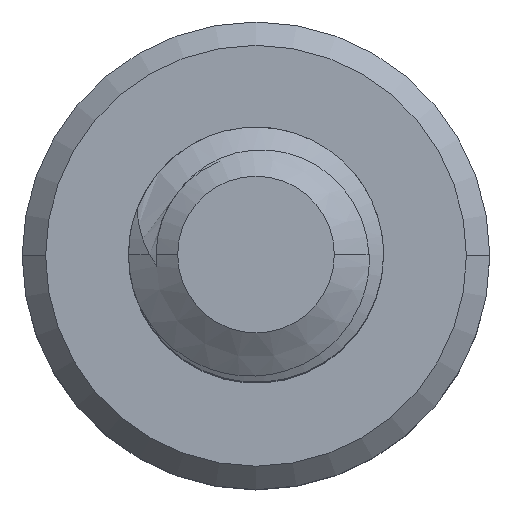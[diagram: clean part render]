
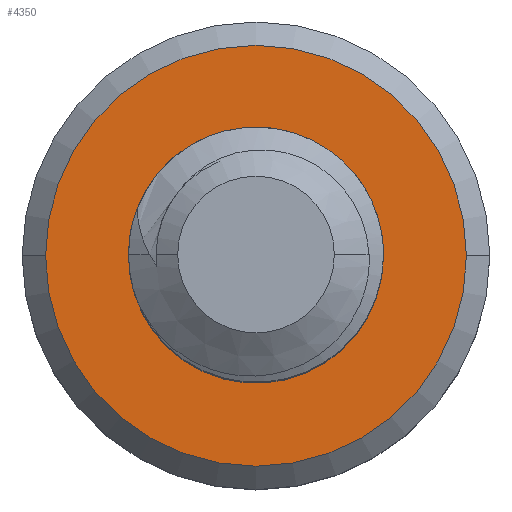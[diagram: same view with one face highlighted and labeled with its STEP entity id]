
A CAD part, top view. The second image highlights one B-rep face of the part: STEP entity #4350.
In plain terms, the highlighted planar face has unit normal (0, 0, 1).
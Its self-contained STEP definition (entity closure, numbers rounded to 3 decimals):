
#16 = CARTESIAN_POINT ( 'NONE',  ( 0., 0., -8. ) ) ;
#38 = CIRCLE ( 'NONE', #3988, 1.175 ) ;
#41 = B_SPLINE_CURVE_WITH_KNOTS ( 'NONE', 3,
 ( #828, #445, #4026, #2995, #3746, #1878, #3330, #4100, #81, #2185, #1183, #2588, #4459, #1898, #103, #1160, #1519, #2968 ),
 .UNSPECIFIED., .F., .F.,
 ( 4, 2, 2, 2, 2, 2, 2, 2, 4 ),
 ( 0., 0.125, 0.25, 0.375, 0.5, 0.625, 0.75, 0.875, 1. ),
 .UNSPECIFIED. ) ;
#81 = CARTESIAN_POINT ( 'NONE',  ( 1.161, 0.72, -8. ) ) ;
#103 = CARTESIAN_POINT ( 'NONE',  ( 1.163, -0.432, -8. ) ) ;
#112 = EDGE_CURVE ( 'NONE', #3943, #3749, #41, .T. ) ;
#142 = CARTESIAN_POINT ( 'NONE',  ( -0.821, -0.975, -8. ) ) ;
#246 = EDGE_LOOP ( 'NONE', ( #3459, #1025 ) ) ;
#269 = DIRECTION ( 'NONE',  ( 0., -1., 0. ) ) ;
#303 = EDGE_CURVE ( 'NONE', #3749, #4517, #38, .T. ) ;
#329 = B_SPLINE_CURVE_WITH_KNOTS ( 'NONE', 3,
 ( #1606, #3876, #3417, #142, #2338, #3150, #2746, #1676, #2313, #4184, #2722, #601, #4227, #959, #2410, #3057, #3807, #3104, #1245 ),
 .UNSPECIFIED., .F., .F.,
 ( 4, 2, 2, 2, 1, 2, 2, 2, 2, 4 ),
 ( 0., 0.25, 0.312, 0.375, 0.437, 0.469, 0.5, 0.625, 0.75, 1. ),
 .UNSPECIFIED. ) ;
#369 = FACE_OUTER_BOUND ( 'NONE', #246, .T. ) ;
#376 = DIRECTION ( 'NONE',  ( 0., 0., 1. ) ) ;
#445 = CARTESIAN_POINT ( 'NONE',  ( 0.133, 1.489, -8. ) ) ;
#570 = CIRCLE ( 'NONE', #1490, 2.475 ) ;
#583 = DIRECTION ( 'NONE',  ( 0., 0., -1. ) ) ;
#601 = CARTESIAN_POINT ( 'NONE',  ( -1.266, -0.45, -8. ) ) ;
#701 = EDGE_CURVE ( 'NONE', #3943, #4393, #952, .T. ) ;
#737 = DIRECTION ( 'NONE',  ( 0., 0., 1. ) ) ;
#828 = CARTESIAN_POINT ( 'NONE',  ( 0., 1.5, -8. ) ) ;
#952 = CIRCLE ( 'NONE', #2024, 1.5 ) ;
#959 = CARTESIAN_POINT ( 'NONE',  ( -1.369, -0.171, -8. ) ) ;
#1025 = ORIENTED_EDGE ( 'NONE', *, *, #3471, .T. ) ;
#1088 = EDGE_CURVE ( 'NONE', #4517, #4393, #329, .T. ) ;
#1110 = CARTESIAN_POINT ( 'NONE',  ( 0., 0., -8. ) ) ;
#1135 = ORIENTED_EDGE ( 'NONE', *, *, #701, .F. ) ;
#1160 = CARTESIAN_POINT ( 'NONE',  ( 1.016, -0.661, -8. ) ) ;
#1183 = CARTESIAN_POINT ( 'NONE',  ( 1.282, 0.345, -8. ) ) ;
#1245 = CARTESIAN_POINT ( 'NONE',  ( -1.051, 1.07, -8. ) ) ;
#1336 = VERTEX_POINT ( 'NONE', #4396 ) ;
#1383 = EDGE_LOOP ( 'NONE', ( #1135, #4403, #1719, #4004 ) ) ;
#1393 = FACE_BOUND ( 'NONE', #1383, .T. ) ;
#1469 = CARTESIAN_POINT ( 'NONE',  ( 2.475, 0., -8. ) ) ;
#1490 = AXIS2_PLACEMENT_3D ( 'NONE', #16, #737, #3653 ) ;
#1519 = CARTESIAN_POINT ( 'NONE',  ( 0.927, -0.758, -8. ) ) ;
#1565 = CARTESIAN_POINT ( 'NONE',  ( 0., 0., -8. ) ) ;
#1606 = CARTESIAN_POINT ( 'NONE',  ( 0., -1.175, -8. ) ) ;
#1676 = CARTESIAN_POINT ( 'NONE',  ( -1.11, -0.706, -8. ) ) ;
#1706 = VERTEX_POINT ( 'NONE', #1469 ) ;
#1719 = ORIENTED_EDGE ( 'NONE', *, *, #303, .T. ) ;
#1827 = DIRECTION ( 'NONE',  ( -1., 0., 0. ) ) ;
#1878 = CARTESIAN_POINT ( 'NONE',  ( 0.84, 1.142, -8. ) ) ;
#1898 = CARTESIAN_POINT ( 'NONE',  ( 1.215, -0.313, -8. ) ) ;
#1961 = AXIS2_PLACEMENT_3D ( 'NONE', #3563, #2128, #269 ) ;
#2024 = AXIS2_PLACEMENT_3D ( 'NONE', #1565, #2339, #4478 ) ;
#2128 = DIRECTION ( 'NONE',  ( 0., 0., -1. ) ) ;
#2185 = CARTESIAN_POINT ( 'NONE',  ( 1.255, 0.474, -8. ) ) ;
#2284 = CARTESIAN_POINT ( 'NONE',  ( 0.823, -0.839, -8. ) ) ;
#2304 = EDGE_CURVE ( 'NONE', #1336, #1706, #570, .T. ) ;
#2313 = CARTESIAN_POINT ( 'NONE',  ( -1.169, -0.627, -8. ) ) ;
#2319 = CARTESIAN_POINT ( 'NONE',  ( 0., 0., -8. ) ) ;
#2338 = CARTESIAN_POINT ( 'NONE',  ( -0.875, -0.937, -8. ) ) ;
#2339 = DIRECTION ( 'NONE',  ( 0., 0., 1. ) ) ;
#2410 = CARTESIAN_POINT ( 'NONE',  ( -1.404, 0.095, -8. ) ) ;
#2588 = CARTESIAN_POINT ( 'NONE',  ( 1.296, 0.076, -8. ) ) ;
#2722 = CARTESIAN_POINT ( 'NONE',  ( -1.251, -0.482, -8. ) ) ;
#2746 = CARTESIAN_POINT ( 'NONE',  ( -1.025, -0.805, -8. ) ) ;
#2968 = CARTESIAN_POINT ( 'NONE',  ( 0.823, -0.839, -8. ) ) ;
#2988 = AXIS2_PLACEMENT_3D ( 'NONE', #1110, #376, #1827 ) ;
#2995 = CARTESIAN_POINT ( 'NONE',  ( 0.512, 1.365, -8. ) ) ;
#3057 = CARTESIAN_POINT ( 'NONE',  ( -1.403, 0.226, -8. ) ) ;
#3104 = CARTESIAN_POINT ( 'NONE',  ( -1.223, 0.866, -8. ) ) ;
#3150 = CARTESIAN_POINT ( 'NONE',  ( -0.976, -0.852, -8. ) ) ;
#3256 = CARTESIAN_POINT ( 'NONE',  ( -1.051, 1.07, -8. ) ) ;
#3330 = CARTESIAN_POINT ( 'NONE',  ( 0.933, 1.051, -8. ) ) ;
#3370 = CARTESIAN_POINT ( 'NONE',  ( 0., -1.175, -8. ) ) ;
#3417 = CARTESIAN_POINT ( 'NONE',  ( -0.534, -1.145, -8. ) ) ;
#3459 = ORIENTED_EDGE ( 'NONE', *, *, #2304, .T. ) ;
#3471 = EDGE_CURVE ( 'NONE', #1706, #1336, #3604, .T. ) ;
#3563 = CARTESIAN_POINT ( 'NONE',  ( 0., 0., -8. ) ) ;
#3604 = CIRCLE ( 'NONE', #2988, 2.475 ) ;
#3653 = DIRECTION ( 'NONE',  ( -1., 0., 0. ) ) ;
#3746 = CARTESIAN_POINT ( 'NONE',  ( 0.627, 1.302, -8. ) ) ;
#3749 = VERTEX_POINT ( 'NONE', #2284 ) ;
#3807 = CARTESIAN_POINT ( 'NONE',  ( -1.341, 0.62, -8. ) ) ;
#3876 = CARTESIAN_POINT ( 'NONE',  ( -0.266, -1.203, -8. ) ) ;
#3943 = VERTEX_POINT ( 'NONE', #3958 ) ;
#3958 = CARTESIAN_POINT ( 'NONE',  ( 0., 1.5, -8. ) ) ;
#3988 = AXIS2_PLACEMENT_3D ( 'NONE', #2319, #583, #4550 ) ;
#4004 = ORIENTED_EDGE ( 'NONE', *, *, #1088, .T. ) ;
#4018 = PLANE ( 'NONE',  #1961 ) ;
#4026 = CARTESIAN_POINT ( 'NONE',  ( 0.263, 1.459, -8. ) ) ;
#4100 = CARTESIAN_POINT ( 'NONE',  ( 1.097, 0.835, -8. ) ) ;
#4184 = CARTESIAN_POINT ( 'NONE',  ( -1.219, -0.541, -8. ) ) ;
#4227 = CARTESIAN_POINT ( 'NONE',  ( -1.333, -0.299, -8. ) ) ;
#4350 = ADVANCED_FACE ( 'NONE', ( #369, #1393 ), #4018, .F. ) ;
#4393 = VERTEX_POINT ( 'NONE', #3256 ) ;
#4396 = CARTESIAN_POINT ( 'NONE',  ( -2.475, 0., -8. ) ) ;
#4403 = ORIENTED_EDGE ( 'NONE', *, *, #112, .T. ) ;
#4459 = CARTESIAN_POINT ( 'NONE',  ( 1.283, -0.055, -8. ) ) ;
#4478 = DIRECTION ( 'NONE',  ( 1., 0., 0. ) ) ;
#4517 = VERTEX_POINT ( 'NONE', #3370 ) ;
#4550 = DIRECTION ( 'NONE',  ( 1., 0., 0. ) ) ;
